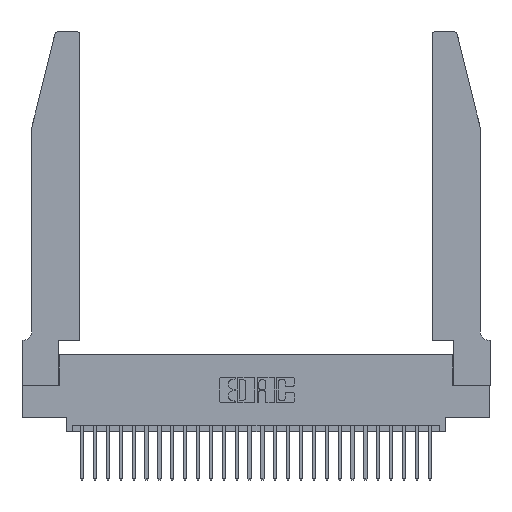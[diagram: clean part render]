
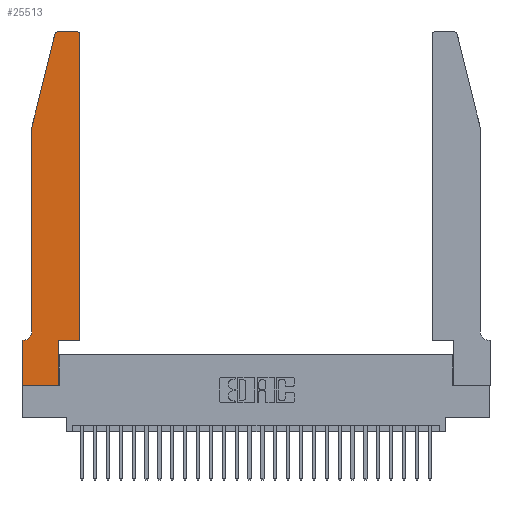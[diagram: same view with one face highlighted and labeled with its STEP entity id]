
A CAD part, top view. The second image highlights one B-rep face of the part: STEP entity #25513.
In plain terms, the highlighted planar face has unit normal (0, 0, 1).
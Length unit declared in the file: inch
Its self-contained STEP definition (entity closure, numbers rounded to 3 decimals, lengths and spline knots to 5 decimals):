
#313 = CARTESIAN_POINT ( 'NONE',  ( 0.0055, 0.35, 0.37 ) ) ;
#940 = ORIENTED_EDGE ( 'NONE', *, *, #7819, .T. ) ;
#1121 = CARTESIAN_POINT ( 'NONE',  ( 0.25487, 2.72718, 0.37 ) ) ;
#1877 = EDGE_LOOP ( 'NONE', ( #17883, #19993, #11640, #8915, #14456, #26279, #24207, #11021, #4118, #940, #25991, #9681 ) ) ;
#1997 = DIRECTION ( 'NONE',  ( 0., 0., 1. ) ) ;
#2018 = EDGE_CURVE ( 'NONE', #15095, #4692, #25231, .T. ) ;
#2610 = VECTOR ( 'NONE', #19999, 39.37008 ) ;
#3072 = AXIS2_PLACEMENT_3D ( 'NONE', #15292, #1997, #17522 ) ;
#3150 = EDGE_CURVE ( 'NONE', #23482, #7758, #25519, .T. ) ;
#4118 = ORIENTED_EDGE ( 'NONE', *, *, #8588, .T. ) ;
#4158 = LINE ( 'NONE', #19699, #9367 ) ;
#4464 = PLANE ( 'NONE',  #26284 ) ;
#4469 = CARTESIAN_POINT ( 'NONE',  ( 0.0755, 2., 0.37 ) ) ;
#4692 = VERTEX_POINT ( 'NONE', #14367 ) ;
#4715 = EDGE_CURVE ( 'NONE', #19066, #18079, #17443, .T. ) ;
#5283 = DIRECTION ( 'NONE',  ( 0., 0., -1. ) ) ;
#6035 = CARTESIAN_POINT ( 'NONE',  ( 0.0755, 0.35, 0.37 ) ) ;
#6241 = CARTESIAN_POINT ( 'NONE',  ( 0.284, 2.75, 0.37 ) ) ;
#6397 = CARTESIAN_POINT ( 'NONE',  ( 0.4505, 0.35, 0.37 ) ) ;
#6709 = DIRECTION ( 'NONE',  ( 1., 0., 0. ) ) ;
#7070 = CIRCLE ( 'NONE', #3072, 0.03 ) ;
#7339 = VECTOR ( 'NONE', #26875, 39.37008 ) ;
#7758 = VERTEX_POINT ( 'NONE', #24953 ) ;
#7792 = CARTESIAN_POINT ( 'NONE',  ( 0., 0., 0.37 ) ) ;
#7819 = EDGE_CURVE ( 'NONE', #14821, #15095, #4158, .T. ) ;
#7983 = VERTEX_POINT ( 'NONE', #313 ) ;
#8277 = LINE ( 'NONE', #17812, #25276 ) ;
#8588 = EDGE_CURVE ( 'NONE', #26072, #14821, #8277, .T. ) ;
#8915 = ORIENTED_EDGE ( 'NONE', *, *, #3150, .T. ) ;
#9149 = VECTOR ( 'NONE', #14686, 39.37008 ) ;
#9367 = VECTOR ( 'NONE', #10861, 39.37008 ) ;
#9681 = ORIENTED_EDGE ( 'NONE', *, *, #27715, .T. ) ;
#9700 = CARTESIAN_POINT ( 'NONE',  ( 0.2865, 0.35, 0.37 ) ) ;
#10176 = VERTEX_POINT ( 'NONE', #1121 ) ;
#10315 = CIRCLE ( 'NONE', #21706, 0.03 ) ;
#10542 = CARTESIAN_POINT ( 'NONE',  ( 0., 0., 0.37 ) ) ;
#10585 = VERTEX_POINT ( 'NONE', #25081 ) ;
#10676 = DIRECTION ( 'NONE',  ( -0.239, -0.971, 0. ) ) ;
#10861 = DIRECTION ( 'NONE',  ( 1., 0., 0. ) ) ;
#11021 = ORIENTED_EDGE ( 'NONE', *, *, #19490, .T. ) ;
#11110 = DIRECTION ( 'NONE',  ( 0., 1., 0. ) ) ;
#11640 = ORIENTED_EDGE ( 'NONE', *, *, #16164, .T. ) ;
#12453 = CARTESIAN_POINT ( 'NONE',  ( 0., 0., 0.37 ) ) ;
#13211 = LINE ( 'NONE', #26783, #7339 ) ;
#13240 = DIRECTION ( 'NONE',  ( 0., 0., 1. ) ) ;
#13426 = VECTOR ( 'NONE', #18285, 39.37008 ) ;
#13639 = LINE ( 'NONE', #12453, #9149 ) ;
#14367 = CARTESIAN_POINT ( 'NONE',  ( 0.4505, 2.72, 0.37 ) ) ;
#14456 = ORIENTED_EDGE ( 'NONE', *, *, #28251, .T. ) ;
#14651 = EDGE_CURVE ( 'NONE', #10585, #22605, #13211, .T. ) ;
#14686 = DIRECTION ( 'NONE',  ( 1., 0., 0. ) ) ;
#14718 = VECTOR ( 'NONE', #23767, 39.37008 ) ;
#14821 = VERTEX_POINT ( 'NONE', #9700 ) ;
#15095 = VERTEX_POINT ( 'NONE', #6397 ) ;
#15292 = CARTESIAN_POINT ( 'NONE',  ( 0.4205, 2.72, 0.37 ) ) ;
#15418 = LINE ( 'NONE', #6035, #14718 ) ;
#16164 = EDGE_CURVE ( 'NONE', #10176, #23482, #28412, .T. ) ;
#16192 = FACE_OUTER_BOUND ( 'NONE', #1877, .T. ) ;
#16603 = DIRECTION ( 'NONE',  ( 0., -1., 0. ) ) ;
#17443 = LINE ( 'NONE', #7792, #28510 ) ;
#17522 = DIRECTION ( 'NONE',  ( 1., 0., 0. ) ) ;
#17812 = CARTESIAN_POINT ( 'NONE',  ( 0.2865, 0.35, 0.37 ) ) ;
#17883 = ORIENTED_EDGE ( 'NONE', *, *, #14651, .T. ) ;
#18079 = VERTEX_POINT ( 'NONE', #10542 ) ;
#18285 = DIRECTION ( 'NONE',  ( 0., 1., 0. ) ) ;
#18570 = CARTESIAN_POINT ( 'NONE',  ( 0.0055, 0.42, 0.37 ) ) ;
#18789 = CARTESIAN_POINT ( 'NONE',  ( 0.0755, 2., 0.37 ) ) ;
#18871 = AXIS2_PLACEMENT_3D ( 'NONE', #18570, #5283, #20826 ) ;
#19066 = VERTEX_POINT ( 'NONE', #23396 ) ;
#19490 = EDGE_CURVE ( 'NONE', #18079, #26072, #13639, .T. ) ;
#19699 = CARTESIAN_POINT ( 'NONE',  ( 0.4505, 0.35, 0.37 ) ) ;
#19993 = ORIENTED_EDGE ( 'NONE', *, *, #23821, .T. ) ;
#19995 = DIRECTION ( 'NONE',  ( 0., 0., 1. ) ) ;
#19999 = DIRECTION ( 'NONE',  ( 0., -1., 0. ) ) ;
#20554 = CARTESIAN_POINT ( 'NONE',  ( 0.4505, 0.35, 0.37 ) ) ;
#20826 = DIRECTION ( 'NONE',  ( -1., 0., 0. ) ) ;
#21706 = AXIS2_PLACEMENT_3D ( 'NONE', #26559, #13240, #28731 ) ;
#22605 = VERTEX_POINT ( 'NONE', #6241 ) ;
#22642 = CIRCLE ( 'NONE', #18871, 0.07 ) ;
#23396 = CARTESIAN_POINT ( 'NONE',  ( 0., 0.35, 0.37 ) ) ;
#23482 = VERTEX_POINT ( 'NONE', #18789 ) ;
#23767 = DIRECTION ( 'NONE',  ( -1., 0., 0. ) ) ;
#23821 = EDGE_CURVE ( 'NONE', #22605, #10176, #10315, .T. ) ;
#23985 = CARTESIAN_POINT ( 'NONE',  ( 0.0755, 2., 0.37 ) ) ;
#24207 = ORIENTED_EDGE ( 'NONE', *, *, #4715, .T. ) ;
#24953 = CARTESIAN_POINT ( 'NONE',  ( 0.0755, 0.42, 0.37 ) ) ;
#25081 = CARTESIAN_POINT ( 'NONE',  ( 0.4205, 2.75, 0.37 ) ) ;
#25231 = LINE ( 'NONE', #20554, #13426 ) ;
#25276 = VECTOR ( 'NONE', #11110, 39.37008 ) ;
#25513 = ADVANCED_FACE ( 'NONE', ( #16192 ), #4464, .T. ) ;
#25519 = LINE ( 'NONE', #4469, #2610 ) ;
#25991 = ORIENTED_EDGE ( 'NONE', *, *, #2018, .T. ) ;
#26072 = VERTEX_POINT ( 'NONE', #26649 ) ;
#26279 = ORIENTED_EDGE ( 'NONE', *, *, #26931, .T. ) ;
#26284 = AXIS2_PLACEMENT_3D ( 'NONE', #26588, #19995, #6709 ) ;
#26559 = CARTESIAN_POINT ( 'NONE',  ( 0.284, 2.72, 0.37 ) ) ;
#26588 = CARTESIAN_POINT ( 'NONE',  ( 0., 0.35, 0.37 ) ) ;
#26649 = CARTESIAN_POINT ( 'NONE',  ( 0.2865, 0., 0.37 ) ) ;
#26783 = CARTESIAN_POINT ( 'NONE',  ( 0.2605, 2.75, 0.37 ) ) ;
#26875 = DIRECTION ( 'NONE',  ( -1., 0., 0. ) ) ;
#26931 = EDGE_CURVE ( 'NONE', #7983, #19066, #15418, .T. ) ;
#27715 = EDGE_CURVE ( 'NONE', #4692, #10585, #7070, .T. ) ;
#27741 = VECTOR ( 'NONE', #10676, 39.37008 ) ;
#28251 = EDGE_CURVE ( 'NONE', #7758, #7983, #22642, .T. ) ;
#28412 = LINE ( 'NONE', #23985, #27741 ) ;
#28510 = VECTOR ( 'NONE', #16603, 39.37008 ) ;
#28731 = DIRECTION ( 'NONE',  ( 1., 0., 0. ) ) ;
